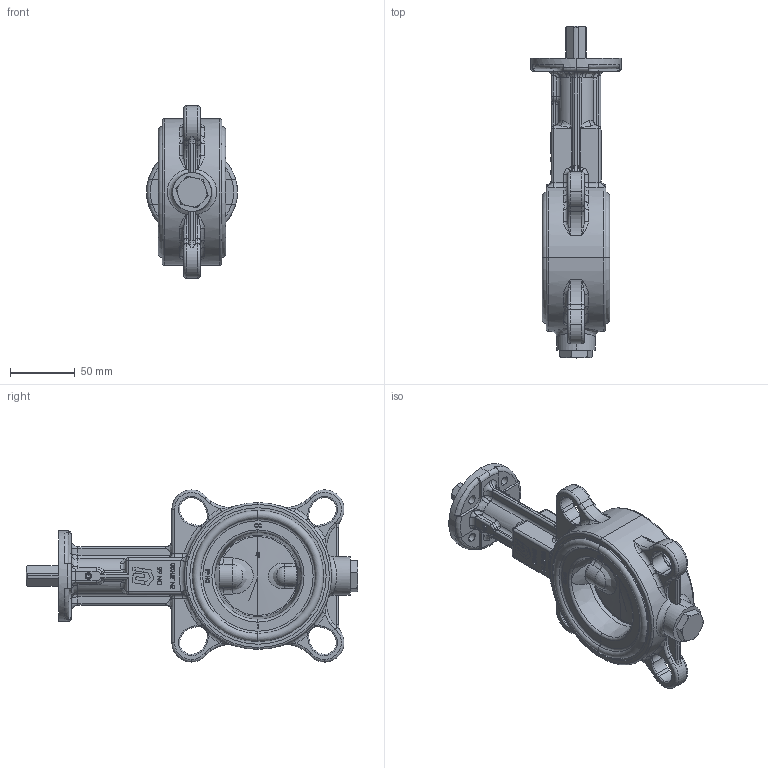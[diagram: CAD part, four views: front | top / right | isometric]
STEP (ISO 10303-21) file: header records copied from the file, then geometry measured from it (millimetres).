
FILE_DESCRIPTION (( 'STEP AP214' ), '1' );
FILE_NAME ('AK01_DN065.STEP', '2022-07-19T07:06:05', ( '' ), ( '' ), 'SwSTEP 2.0', 'SolidWorks 2021', '' );
FILE_SCHEMA (( 'AUTOMOTIVE_DESIGN' ));
Length unit declared in the file: millimetre
Products named in the file (1): AK01_DN065
Bounding box: 70 x 255.5 x 132.53 mm (x, y, z)
Volume: 509269.3 mm3; surface area: 84644.5 mm2
Topology: 2 solids, 4 shells, 1275 faces, 3310 edges, 2076 vertices
Faces by surface type: plane 442, bspline 404, cylinder 203, torus 181, cone 35, sphere 10
Entity records: 79222 total; most frequent: CARTESIAN_POINT 37658, ORIENTED_EDGE 6556, DIRECTION 4788, EDGE_CURVE 3278, VERTEX_POINT 2076, AXIS2_PLACEMENT_3D 1668, VECTOR 1452, LINE 1452
